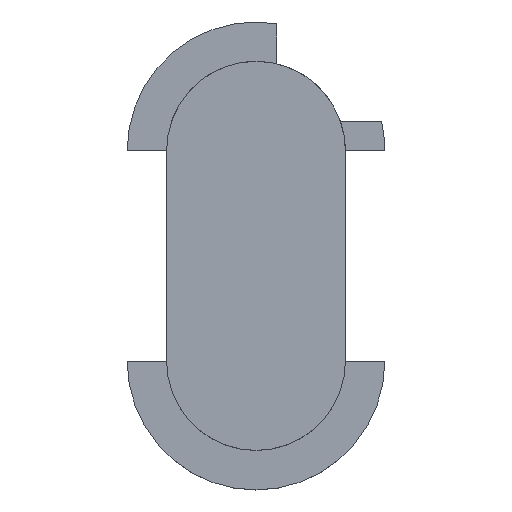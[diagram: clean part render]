
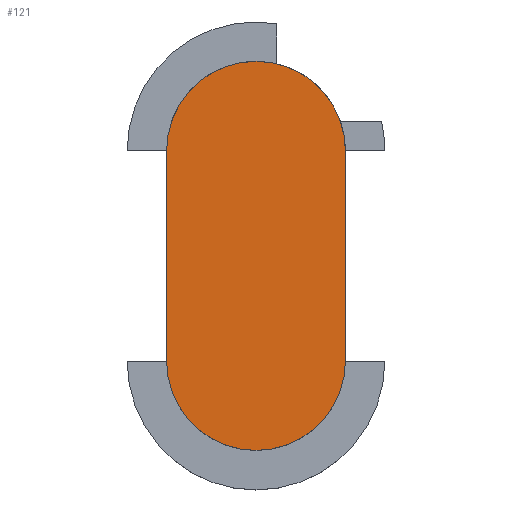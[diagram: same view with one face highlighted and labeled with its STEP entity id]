
A CAD part, top view. The second image highlights one B-rep face of the part: STEP entity #121.
In plain terms, the highlighted planar face has unit normal (0, 0, 1).
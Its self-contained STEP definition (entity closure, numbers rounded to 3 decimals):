
#3 = AXIS2_PLACEMENT_3D ( 'NONE', #218, #41, #212 ) ;
#17 = CIRCLE ( 'NONE', #109, 3.4 ) ;
#39 = CARTESIAN_POINT ( 'NONE',  ( -55.705, 13.5, 1. ) ) ;
#41 = DIRECTION ( 'NONE',  ( 0., 0., 1. ) ) ;
#43 = DIRECTION ( 'NONE',  ( 1., 0., 0. ) ) ;
#51 = VECTOR ( 'NONE', #340, 1000. ) ;
#56 = CARTESIAN_POINT ( 'NONE',  ( -55.705, 21.5, 1. ) ) ;
#87 = VERTEX_POINT ( 'NONE', #39 ) ;
#109 = AXIS2_PLACEMENT_3D ( 'NONE', #759, #392, #43 ) ;
#121 = ADVANCED_FACE ( 'NONE', ( #344 ), #637, .T. ) ;
#128 = VERTEX_POINT ( 'NONE', #172 ) ;
#145 = EDGE_CURVE ( 'NONE', #128, #307, #390, .T. ) ;
#172 = CARTESIAN_POINT ( 'NONE',  ( -48.905, 13.5, 1. ) ) ;
#203 = CIRCLE ( 'NONE', #3, 3.4 ) ;
#212 = DIRECTION ( 'NONE',  ( 1., 0., 0. ) ) ;
#218 = CARTESIAN_POINT ( 'NONE',  ( -52.305, 21.5, 1. ) ) ;
#233 = VERTEX_POINT ( 'NONE', #56 ) ;
#234 = CARTESIAN_POINT ( 'NONE',  ( -52.305, 13.5, 1. ) ) ;
#287 = DIRECTION ( 'NONE',  ( 1., 0., 0. ) ) ;
#299 = ORIENTED_EDGE ( 'NONE', *, *, #526, .T. ) ;
#307 = VERTEX_POINT ( 'NONE', #549 ) ;
#340 = DIRECTION ( 'NONE',  ( 0., 1., 0. ) ) ;
#344 = FACE_OUTER_BOUND ( 'NONE', #700, .T. ) ;
#390 = LINE ( 'NONE', #452, #51 ) ;
#392 = DIRECTION ( 'NONE',  ( 0., 0., 1. ) ) ;
#401 = CARTESIAN_POINT ( 'NONE',  ( -55.705, 21.5, 1. ) ) ;
#439 = EDGE_CURVE ( 'NONE', #233, #87, #570, .T. ) ;
#442 = ORIENTED_EDGE ( 'NONE', *, *, #462, .T. ) ;
#447 = VECTOR ( 'NONE', #688, 1000. ) ;
#449 = ORIENTED_EDGE ( 'NONE', *, *, #145, .T. ) ;
#452 = CARTESIAN_POINT ( 'NONE',  ( -48.905, 13.5, 1. ) ) ;
#462 = EDGE_CURVE ( 'NONE', #87, #128, #17, .T. ) ;
#498 = ORIENTED_EDGE ( 'NONE', *, *, #439, .T. ) ;
#526 = EDGE_CURVE ( 'NONE', #307, #233, #203, .T. ) ;
#549 = CARTESIAN_POINT ( 'NONE',  ( -48.905, 21.5, 1. ) ) ;
#570 = LINE ( 'NONE', #401, #447 ) ;
#577 = DIRECTION ( 'NONE',  ( 0., 0., 1. ) ) ;
#637 = PLANE ( 'NONE',  #743 ) ;
#688 = DIRECTION ( 'NONE',  ( 0., -1., 0. ) ) ;
#700 = EDGE_LOOP ( 'NONE', ( #442, #449, #299, #498 ) ) ;
#743 = AXIS2_PLACEMENT_3D ( 'NONE', #234, #577, #287 ) ;
#759 = CARTESIAN_POINT ( 'NONE',  ( -52.305, 13.5, 1. ) ) ;
